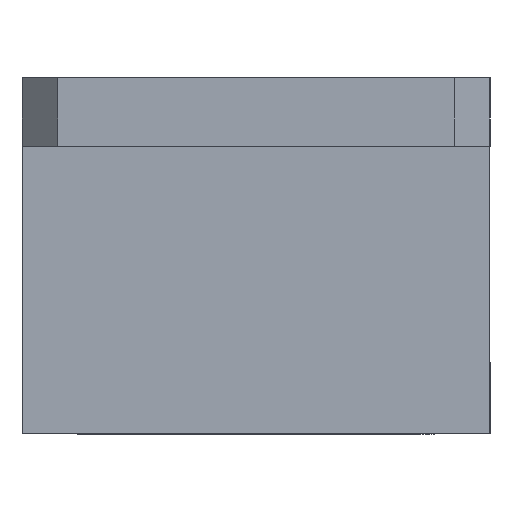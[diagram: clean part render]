
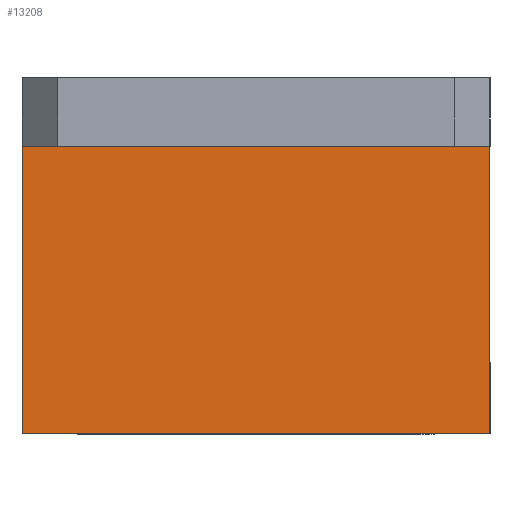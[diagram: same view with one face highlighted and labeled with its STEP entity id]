
A CAD part, front view. The second image highlights one B-rep face of the part: STEP entity #13208.
In plain terms, the highlighted planar face has unit normal (0, -1, 0).
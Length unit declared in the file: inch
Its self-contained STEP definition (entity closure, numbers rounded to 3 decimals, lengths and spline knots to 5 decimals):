
#488 = CARTESIAN_POINT ( 'NONE',  ( 0.657, -0.3, -0.193 ) ) ;
#1408 = CARTESIAN_POINT ( 'NONE',  ( 1.66261, -0.3, -0.193 ) ) ;
#1875 = VERTEX_POINT ( 'NONE', #13363 ) ;
#3112 = VERTEX_POINT ( 'NONE', #488 ) ;
#3468 = ORIENTED_EDGE ( 'NONE', *, *, #36131, .F. ) ;
#5371 = DIRECTION ( 'NONE',  ( 0., 1., 0. ) ) ;
#6558 = CARTESIAN_POINT ( 'NONE',  ( 1.66261, -0.3, -1. ) ) ;
#7479 = FACE_OUTER_BOUND ( 'NONE', #7982, .T. ) ;
#7823 = LINE ( 'NONE', #6558, #19478 ) ;
#7982 = EDGE_LOOP ( 'NONE', ( #3468, #29315, #23111, #36731 ) ) ;
#8339 = AXIS2_PLACEMENT_3D ( 'NONE', #19437, #5371, #16895 ) ;
#11918 = CARTESIAN_POINT ( 'NONE',  ( -0.657, -0.3, -0.193 ) ) ;
#12950 = DIRECTION ( 'NONE',  ( 0., 0., -1. ) ) ;
#13208 = ADVANCED_FACE ( 'NONE', ( #7479 ), #19685, .F. ) ;
#13363 = CARTESIAN_POINT ( 'NONE',  ( -0.657, -0.3, -1. ) ) ;
#13407 = VECTOR ( 'NONE', #12950, 39.37008 ) ;
#16895 = DIRECTION ( 'NONE',  ( 0., 0., 1. ) ) ;
#18882 = LINE ( 'NONE', #11918, #23388 ) ;
#19437 = CARTESIAN_POINT ( 'NONE',  ( 1.66261, -0.3, -0.193 ) ) ;
#19466 = VERTEX_POINT ( 'NONE', #27998 ) ;
#19478 = VECTOR ( 'NONE', #35199, 39.37008 ) ;
#19685 = PLANE ( 'NONE',  #8339 ) ;
#19686 = LINE ( 'NONE', #33181, #13407 ) ;
#21046 = VERTEX_POINT ( 'NONE', #31323 ) ;
#23099 = EDGE_CURVE ( 'NONE', #21046, #1875, #7823, .T. ) ;
#23111 = ORIENTED_EDGE ( 'NONE', *, *, #25224, .T. ) ;
#23388 = VECTOR ( 'NONE', #35302, 39.37008 ) ;
#25224 = EDGE_CURVE ( 'NONE', #19466, #1875, #18882, .T. ) ;
#26332 = EDGE_CURVE ( 'NONE', #3112, #19466, #35386, .T. ) ;
#27450 = DIRECTION ( 'NONE',  ( -1., 0., 0. ) ) ;
#27998 = CARTESIAN_POINT ( 'NONE',  ( -0.657, -0.3, -0.193 ) ) ;
#29315 = ORIENTED_EDGE ( 'NONE', *, *, #26332, .T. ) ;
#31323 = CARTESIAN_POINT ( 'NONE',  ( 0.657, -0.3, -1. ) ) ;
#33181 = CARTESIAN_POINT ( 'NONE',  ( 0.657, -0.3, -0.193 ) ) ;
#35199 = DIRECTION ( 'NONE',  ( -1., 0., 0. ) ) ;
#35302 = DIRECTION ( 'NONE',  ( 0., 0., -1. ) ) ;
#35386 = LINE ( 'NONE', #1408, #36283 ) ;
#36131 = EDGE_CURVE ( 'NONE', #3112, #21046, #19686, .T. ) ;
#36283 = VECTOR ( 'NONE', #27450, 39.37008 ) ;
#36731 = ORIENTED_EDGE ( 'NONE', *, *, #23099, .F. ) ;
